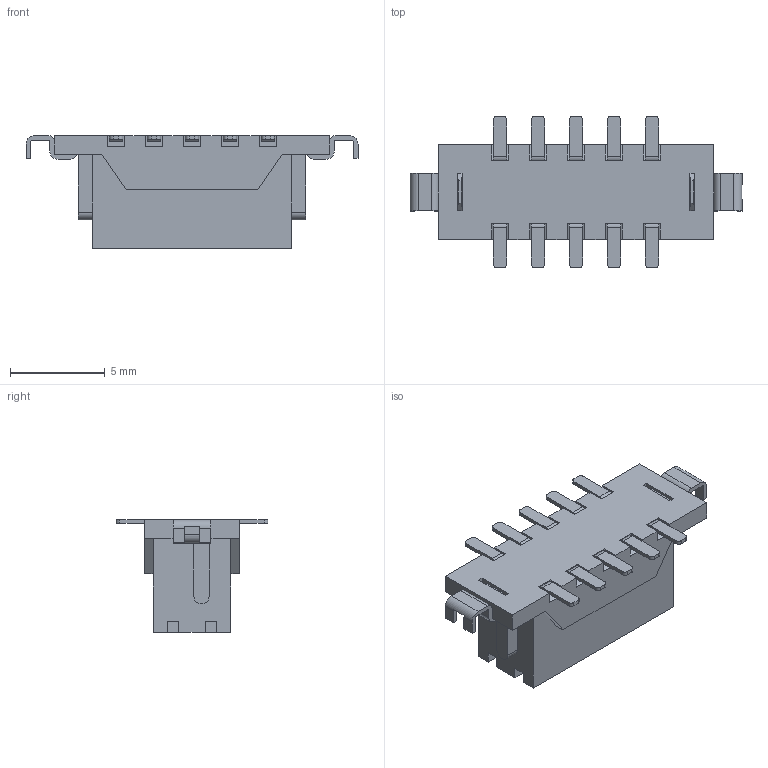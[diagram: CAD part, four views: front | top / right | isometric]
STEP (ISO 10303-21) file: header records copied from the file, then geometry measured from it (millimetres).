
FILE_DESCRIPTION(('CoCreate Modeling STEP Export'),'2;1');
FILE_NAME('DF11CZ-10DS-2V.pkg.igs.stp','2010-11-15T17:37:03',(''),(''),'CoCreate Modeling STEP processor for AP214 (Solid Model)','CoCreate Modeling 17.0 01-Apr-2010 (C) Parametric Technology GmbH','');
FILE_SCHEMA(('AUTOMOTIVE_DESIGN { 1 0 10303 214 1 1 1 1 }'));
Length unit declared in the file: millimetre
Products named in the file (1): DF11CZ-10DS-2V.01.02
Bounding box: 17.5 x 8 x 5.95 mm (x, y, z)
Volume: 302.4 mm3; surface area: 434.2 mm2
Topology: 1 solids, 1 shells, 268 faces, 766 edges, 508 vertices
Faces by surface type: plane 214, cylinder 54
Entity records: 8660 total; most frequent: CARTESIAN_POINT 1537, ORIENTED_EDGE 1532, DIRECTION 1414, EDGE_CURVE 766, VECTOR 644, LINE 644, VERTEX_POINT 508, AXIS2_PLACEMENT_3D 385
